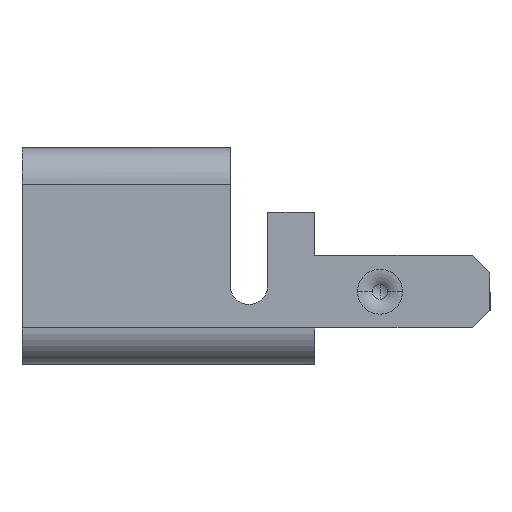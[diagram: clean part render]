
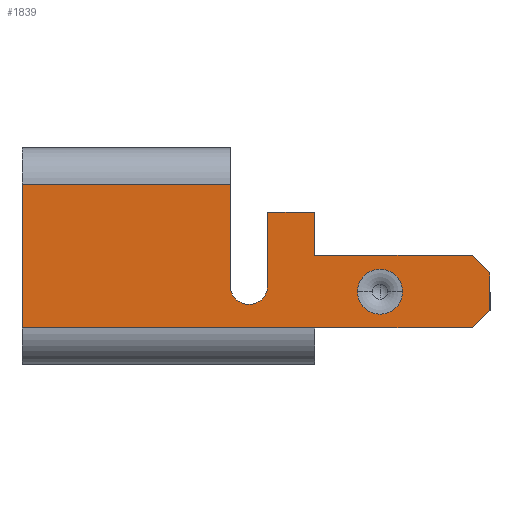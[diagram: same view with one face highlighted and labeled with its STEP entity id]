
A CAD part, left-side view. The second image highlights one B-rep face of the part: STEP entity #1839.
In plain terms, the highlighted planar face has unit normal (-1, 0, 0).
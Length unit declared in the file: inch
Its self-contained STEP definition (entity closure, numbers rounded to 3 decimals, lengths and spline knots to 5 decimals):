
#46 = VERTEX_POINT ( 'NONE', #1909 ) ;
#54 = CARTESIAN_POINT ( 'NONE',  ( -0.075, 0.15, 0.093 ) ) ;
#60 = VERTEX_POINT ( 'NONE', #2977 ) ;
#73 = ORIENTED_EDGE ( 'NONE', *, *, #2081, .T. ) ;
#74 = DIRECTION ( 'NONE',  ( 0., 1., 0. ) ) ;
#78 = DIRECTION ( 'NONE',  ( 0., 0., 1. ) ) ;
#81 = DIRECTION ( 'NONE',  ( 0., -1., 0. ) ) ;
#171 = EDGE_CURVE ( 'NONE', #46, #836, #1537, .T. ) ;
#195 = EDGE_CURVE ( 'NONE', #1230, #3703, #743, .T. ) ;
#206 = EDGE_CURVE ( 'NONE', #3657, #1168, #2356, .T. ) ;
#220 = CARTESIAN_POINT ( 'NONE',  ( -0.075, 0.094, 0.06202 ) ) ;
#240 = ORIENTED_EDGE ( 'NONE', *, *, #967, .T. ) ;
#244 = CARTESIAN_POINT ( 'NONE',  ( -0.075, 0.222, 0.06706 ) ) ;
#263 = EDGE_CURVE ( 'NONE', #3837, #773, #2344, .T. ) ;
#303 = LINE ( 'NONE', #54, #3229 ) ;
#380 = ORIENTED_EDGE ( 'NONE', *, *, #2232, .F. ) ;
#394 = CARTESIAN_POINT ( 'NONE',  ( -0.075, 0.4, 0.031 ) ) ;
#425 = AXIS2_PLACEMENT_3D ( 'NONE', #2306, #2142, #3038 ) ;
#534 = LINE ( 'NONE', #1904, #2858 ) ;
#592 = LINE ( 'NONE', #2256, #2908 ) ;
#597 = CARTESIAN_POINT ( 'NONE',  ( -0.075, 0., 0.078 ) ) ;
#603 = DIRECTION ( 'NONE',  ( 1., 0., 0. ) ) ;
#630 = CARTESIAN_POINT ( 'NONE',  ( -0.075, 0., 0.046 ) ) ;
#631 = DIRECTION ( 'NONE',  ( 0., 0., 1. ) ) ;
#641 = VECTOR ( 'NONE', #3506, 39.37008 ) ;
#661 = VECTOR ( 'NONE', #78, 39.37008 ) ;
#665 = VERTEX_POINT ( 'NONE', #2284 ) ;
#743 = LINE ( 'NONE', #2573, #1116 ) ;
#773 = VERTEX_POINT ( 'NONE', #2951 ) ;
#774 = DIRECTION ( 'NONE',  ( 0., -1., 0. ) ) ;
#836 = VERTEX_POINT ( 'NONE', #3513 ) ;
#847 = CARTESIAN_POINT ( 'NONE',  ( -0.075, 0.206, 0.06706 ) ) ;
#851 = DIRECTION ( 'NONE',  ( 0., 0., 1. ) ) ;
#881 = DIRECTION ( 'NONE',  ( -1., 0., 0. ) ) ;
#889 = LINE ( 'NONE', #2598, #2400 ) ;
#907 = VECTOR ( 'NONE', #2028, 39.37008 ) ;
#908 = DIRECTION ( 'NONE',  ( 0., 0., -1. ) ) ;
#909 = CARTESIAN_POINT ( 'NONE',  ( -0.075, 0.015, 0.031 ) ) ;
#911 = VECTOR ( 'NONE', #1610, 39.37008 ) ;
#915 = VERTEX_POINT ( 'NONE', #1631 ) ;
#967 = EDGE_CURVE ( 'NONE', #665, #2097, #3064, .T. ) ;
#1039 = CARTESIAN_POINT ( 'NONE',  ( -0.075, 0.19, 0.13006 ) ) ;
#1046 = CIRCLE ( 'NONE', #425, 0.01926 ) ;
#1049 = ORIENTED_EDGE ( 'NONE', *, *, #263, .F. ) ;
#1081 = AXIS2_PLACEMENT_3D ( 'NONE', #394, #2898, #1795 ) ;
#1116 = VECTOR ( 'NONE', #1677, 39.37008 ) ;
#1159 = DIRECTION ( 'NONE',  ( 0., -1., 0. ) ) ;
#1168 = VERTEX_POINT ( 'NONE', #2266 ) ;
#1230 = VERTEX_POINT ( 'NONE', #909 ) ;
#1295 = VERTEX_POINT ( 'NONE', #2828 ) ;
#1365 = CARTESIAN_POINT ( 'NONE',  ( -0.075, 0.15, 0.13006 ) ) ;
#1431 = CARTESIAN_POINT ( 'NONE',  ( -0.075, 0.015, 0.093 ) ) ;
#1495 = VERTEX_POINT ( 'NONE', #1592 ) ;
#1537 = CIRCLE ( 'NONE', #2507, 0.016 ) ;
#1550 = CARTESIAN_POINT ( 'NONE',  ( -0.075, 0.15, 0.13006 ) ) ;
#1590 = CARTESIAN_POINT ( 'NONE',  ( -0.075, 0., 0.031 ) ) ;
#1592 = CARTESIAN_POINT ( 'NONE',  ( -0.075, 0.222, 0.154 ) ) ;
#1610 = DIRECTION ( 'NONE',  ( 0., 0., 1. ) ) ;
#1631 = CARTESIAN_POINT ( 'NONE',  ( -0.075, 0.19, 0.13006 ) ) ;
#1637 = ORIENTED_EDGE ( 'NONE', *, *, #3055, .T. ) ;
#1668 = FACE_BOUND ( 'NONE', #2497, .T. ) ;
#1677 = DIRECTION ( 'NONE',  ( 0., -0.707, 0.707 ) ) ;
#1698 = LINE ( 'NONE', #1590, #911 ) ;
#1700 = CIRCLE ( 'NONE', #2708, 0.016 ) ;
#1774 = VECTOR ( 'NONE', #1159, 39.37008 ) ;
#1795 = DIRECTION ( 'NONE',  ( 0., 0., -1. ) ) ;
#1839 = ADVANCED_FACE ( 'NONE', ( #2490, #1668 ), #3421, .F. ) ;
#1904 = CARTESIAN_POINT ( 'NONE',  ( -0.075, 0.4, 0.031 ) ) ;
#1909 = CARTESIAN_POINT ( 'NONE',  ( -0.075, 0.19, 0.06706 ) ) ;
#1948 = ORIENTED_EDGE ( 'NONE', *, *, #2956, .T. ) ;
#1964 = VECTOR ( 'NONE', #851, 39.37008 ) ;
#2028 = DIRECTION ( 'NONE',  ( 0., 0., -1. ) ) ;
#2032 = CARTESIAN_POINT ( 'NONE',  ( -0.075, 0.4, 0.031 ) ) ;
#2081 = EDGE_CURVE ( 'NONE', #3703, #3657, #1698, .T. ) ;
#2097 = VERTEX_POINT ( 'NONE', #1365 ) ;
#2142 = DIRECTION ( 'NONE',  ( -1., 0., 0. ) ) ;
#2232 = EDGE_CURVE ( 'NONE', #773, #3837, #1046, .T. ) ;
#2244 = ORIENTED_EDGE ( 'NONE', *, *, #3850, .T. ) ;
#2256 = CARTESIAN_POINT ( 'NONE',  ( -0.075, 0.15, 0.031 ) ) ;
#2266 = CARTESIAN_POINT ( 'NONE',  ( -0.075, 0.015, 0.093 ) ) ;
#2284 = CARTESIAN_POINT ( 'NONE',  ( -0.075, 0.15, 0.093 ) ) ;
#2301 = EDGE_CURVE ( 'NONE', #915, #46, #2520, .T. ) ;
#2306 = CARTESIAN_POINT ( 'NONE',  ( -0.075, 0.094, 0.06202 ) ) ;
#2344 = CIRCLE ( 'NONE', #2578, 0.01926 ) ;
#2356 = LINE ( 'NONE', #1431, #641 ) ;
#2398 = ORIENTED_EDGE ( 'NONE', *, *, #171, .T. ) ;
#2400 = VECTOR ( 'NONE', #2888, 39.37008 ) ;
#2474 = ORIENTED_EDGE ( 'NONE', *, *, #3166, .T. ) ;
#2490 = FACE_OUTER_BOUND ( 'NONE', #2612, .T. ) ;
#2497 = EDGE_LOOP ( 'NONE', ( #380, #1049 ) ) ;
#2507 = AXIS2_PLACEMENT_3D ( 'NONE', #847, #3602, #908 ) ;
#2520 = LINE ( 'NONE', #1039, #907 ) ;
#2573 = CARTESIAN_POINT ( 'NONE',  ( -0.075, 0., 0.046 ) ) ;
#2578 = AXIS2_PLACEMENT_3D ( 'NONE', #220, #881, #3397 ) ;
#2589 = LINE ( 'NONE', #2957, #1774 ) ;
#2598 = CARTESIAN_POINT ( 'NONE',  ( -0.075, 0.15, 0.13006 ) ) ;
#2604 = EDGE_CURVE ( 'NONE', #836, #2702, #1700, .T. ) ;
#2612 = EDGE_LOOP ( 'NONE', ( #1637, #3562, #73, #2913, #2474, #240, #1948, #3386, #2398, #3330, #2886, #2687, #3343, #2244 ) ) ;
#2674 = VECTOR ( 'NONE', #631, 39.37008 ) ;
#2687 = ORIENTED_EDGE ( 'NONE', *, *, #3569, .F. ) ;
#2702 = VERTEX_POINT ( 'NONE', #244 ) ;
#2708 = AXIS2_PLACEMENT_3D ( 'NONE', #3558, #603, #3428 ) ;
#2828 = CARTESIAN_POINT ( 'NONE',  ( -0.075, 0.4, 0.031 ) ) ;
#2856 = EDGE_CURVE ( 'NONE', #1295, #3669, #3458, .T. ) ;
#2858 = VECTOR ( 'NONE', #81, 39.37008 ) ;
#2886 = ORIENTED_EDGE ( 'NONE', *, *, #3529, .T. ) ;
#2888 = DIRECTION ( 'NONE',  ( 0., 1., 0. ) ) ;
#2898 = DIRECTION ( 'NONE',  ( 1., 0., 0. ) ) ;
#2908 = VECTOR ( 'NONE', #774, 39.37008 ) ;
#2913 = ORIENTED_EDGE ( 'NONE', *, *, #206, .T. ) ;
#2951 = CARTESIAN_POINT ( 'NONE',  ( -0.075, 0.11326, 0.06202 ) ) ;
#2956 = EDGE_CURVE ( 'NONE', #2097, #915, #889, .T. ) ;
#2957 = CARTESIAN_POINT ( 'NONE',  ( -0.075, 0.4, 0.154 ) ) ;
#2977 = CARTESIAN_POINT ( 'NONE',  ( -0.075, 0.15, 0.031 ) ) ;
#3038 = DIRECTION ( 'NONE',  ( 0., 1., 0. ) ) ;
#3055 = EDGE_CURVE ( 'NONE', #60, #1230, #592, .T. ) ;
#3064 = LINE ( 'NONE', #1550, #661 ) ;
#3099 = CARTESIAN_POINT ( 'NONE',  ( -0.075, 0.07474, 0.06202 ) ) ;
#3166 = EDGE_CURVE ( 'NONE', #1168, #665, #303, .T. ) ;
#3229 = VECTOR ( 'NONE', #74, 39.37008 ) ;
#3246 = CARTESIAN_POINT ( 'NONE',  ( -0.075, 0.222, 0.06706 ) ) ;
#3330 = ORIENTED_EDGE ( 'NONE', *, *, #2604, .T. ) ;
#3343 = ORIENTED_EDGE ( 'NONE', *, *, #2856, .F. ) ;
#3386 = ORIENTED_EDGE ( 'NONE', *, *, #2301, .T. ) ;
#3397 = DIRECTION ( 'NONE',  ( 0., 1., 0. ) ) ;
#3421 = PLANE ( 'NONE',  #1081 ) ;
#3428 = DIRECTION ( 'NONE',  ( 0., 0., -1. ) ) ;
#3458 = LINE ( 'NONE', #2032, #2674 ) ;
#3506 = DIRECTION ( 'NONE',  ( 0., 0.707, 0.707 ) ) ;
#3513 = CARTESIAN_POINT ( 'NONE',  ( -0.075, 0.206, 0.05106 ) ) ;
#3529 = EDGE_CURVE ( 'NONE', #2702, #1495, #3539, .T. ) ;
#3539 = LINE ( 'NONE', #3246, #1964 ) ;
#3558 = CARTESIAN_POINT ( 'NONE',  ( -0.075, 0.206, 0.06706 ) ) ;
#3562 = ORIENTED_EDGE ( 'NONE', *, *, #195, .T. ) ;
#3569 = EDGE_CURVE ( 'NONE', #3669, #1495, #2589, .T. ) ;
#3602 = DIRECTION ( 'NONE',  ( 1., 0., 0. ) ) ;
#3657 = VERTEX_POINT ( 'NONE', #597 ) ;
#3669 = VERTEX_POINT ( 'NONE', #3869 ) ;
#3703 = VERTEX_POINT ( 'NONE', #630 ) ;
#3837 = VERTEX_POINT ( 'NONE', #3099 ) ;
#3850 = EDGE_CURVE ( 'NONE', #1295, #60, #534, .T. ) ;
#3869 = CARTESIAN_POINT ( 'NONE',  ( -0.075, 0.4, 0.154 ) ) ;
